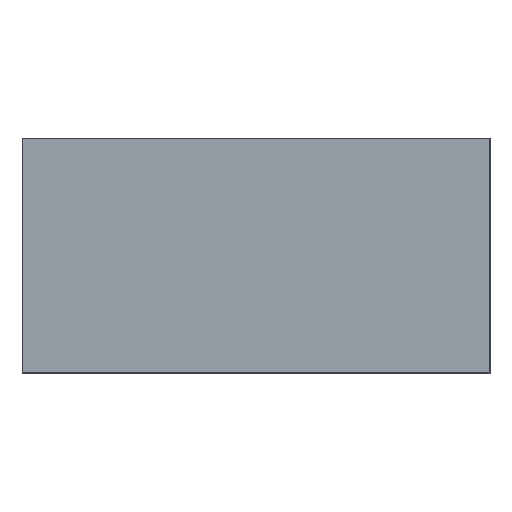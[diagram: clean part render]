
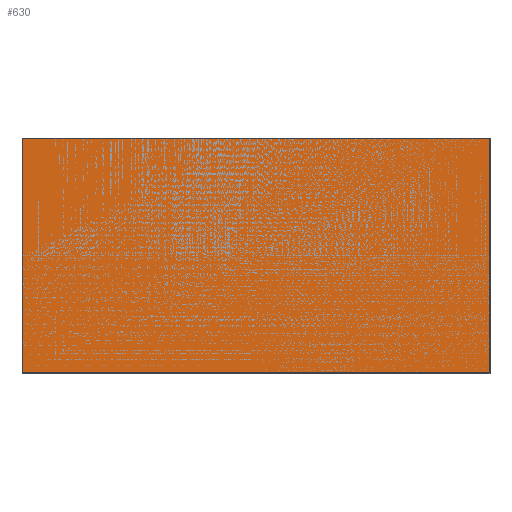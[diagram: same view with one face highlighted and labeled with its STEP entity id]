
A CAD part, top view. The second image highlights one B-rep face of the part: STEP entity #630.
In plain terms, the highlighted planar face has unit normal (0, 0, 1).
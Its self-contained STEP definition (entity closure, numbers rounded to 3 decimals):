
#630 = ADVANCED_FACE('',(#631),#665,.T.);
#631 = FACE_BOUND('',#632,.T.);
#632 = EDGE_LOOP('',(#633,#643,#651,#659));
#633 = ORIENTED_EDGE('',*,*,#634,.T.);
#634 = EDGE_CURVE('',#635,#637,#639,.T.);
#635 = VERTEX_POINT('',#636);
#636 = CARTESIAN_POINT('',(-9.525,0.,5.));
#637 = VERTEX_POINT('',#638);
#638 = CARTESIAN_POINT('',(-9.525,-9.54,5.));
#639 = LINE('',#640,#641);
#640 = CARTESIAN_POINT('',(-9.525,0.,5.));
#641 = VECTOR('',#642,1.);
#642 = DIRECTION('',(0.,-1.,0.));
#643 = ORIENTED_EDGE('',*,*,#644,.T.);
#644 = EDGE_CURVE('',#637,#645,#647,.T.);
#645 = VERTEX_POINT('',#646);
#646 = CARTESIAN_POINT('',(9.525,-9.54,5.));
#647 = LINE('',#648,#649);
#648 = CARTESIAN_POINT('',(-9.525,-9.54,5.));
#649 = VECTOR('',#650,1.);
#650 = DIRECTION('',(1.,0.,0.));
#651 = ORIENTED_EDGE('',*,*,#652,.F.);
#652 = EDGE_CURVE('',#653,#645,#655,.T.);
#653 = VERTEX_POINT('',#654);
#654 = CARTESIAN_POINT('',(9.525,0.,5.));
#655 = LINE('',#656,#657);
#656 = CARTESIAN_POINT('',(9.525,0.,5.));
#657 = VECTOR('',#658,1.);
#658 = DIRECTION('',(0.,-1.,0.));
#659 = ORIENTED_EDGE('',*,*,#660,.F.);
#660 = EDGE_CURVE('',#635,#653,#661,.T.);
#661 = LINE('',#662,#663);
#662 = CARTESIAN_POINT('',(-9.525,0.,5.));
#663 = VECTOR('',#664,1.);
#664 = DIRECTION('',(1.,0.,0.));
#665 = PLANE('',#666);
#666 = AXIS2_PLACEMENT_3D('',#667,#668,#669);
#667 = CARTESIAN_POINT('',(-9.525,0.,5.));
#668 = DIRECTION('',(0.,0.,1.));
#669 = DIRECTION('',(1.,0.,-0.));
